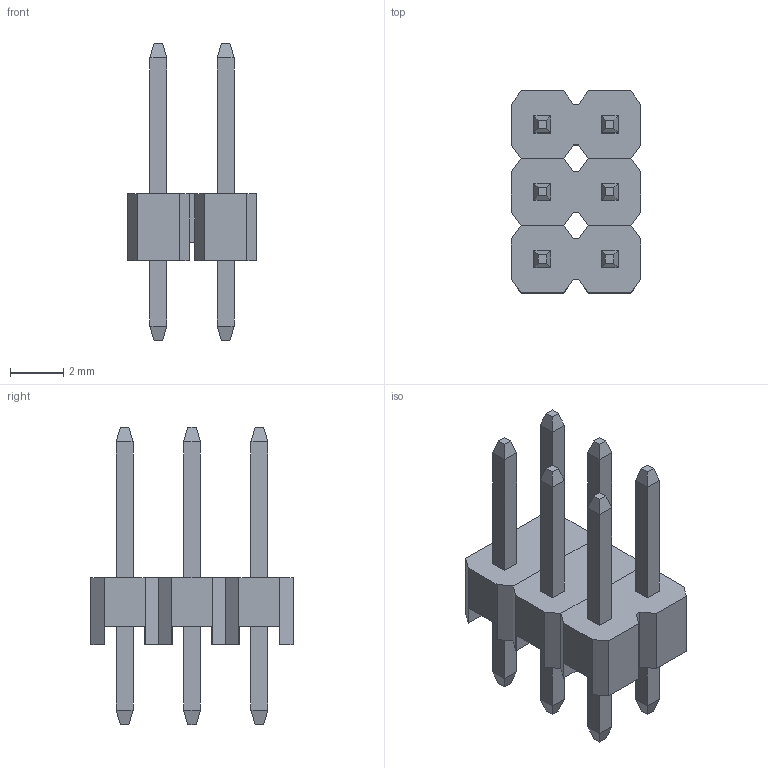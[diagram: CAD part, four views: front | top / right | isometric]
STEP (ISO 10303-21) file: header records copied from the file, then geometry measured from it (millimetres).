
FILE_DESCRIPTION(('FreeCAD Model'),'2;1');
FILE_NAME('2x3-male-pin-header.step', '2014-12-21T10:56:59',('FreeCAD'),('FreeCAD'), 'Open CASCADE STEP processor 6.7','FreeCAD','Unknown');
FILE_SCHEMA(('AUTOMOTIVE_DESIGN_CC2 { 1 2 10303 214 -1 1 5 4 }'));
Length unit declared in the file: millimetre
Products named in the file (1): 2x3-male-pin-header
Bounding box: 4.88 x 7.62 x 11.2 mm (x, y, z)
Volume: 93.8 mm3; surface area: 331 mm2
Topology: 3 solids, 3 shells, 198 faces, 480 edges, 300 vertices
Faces by surface type: plane 150, bspline 48
Entity records: 12937 total; most frequent: CARTESIAN_POINT 2365, DIRECTION 1460, LINE 1158, VECTOR 1158, ORIENTED_EDGE 960, PCURVE 960, DEFINITIONAL_REPRESENTATION 960, EDGE_CURVE 480
